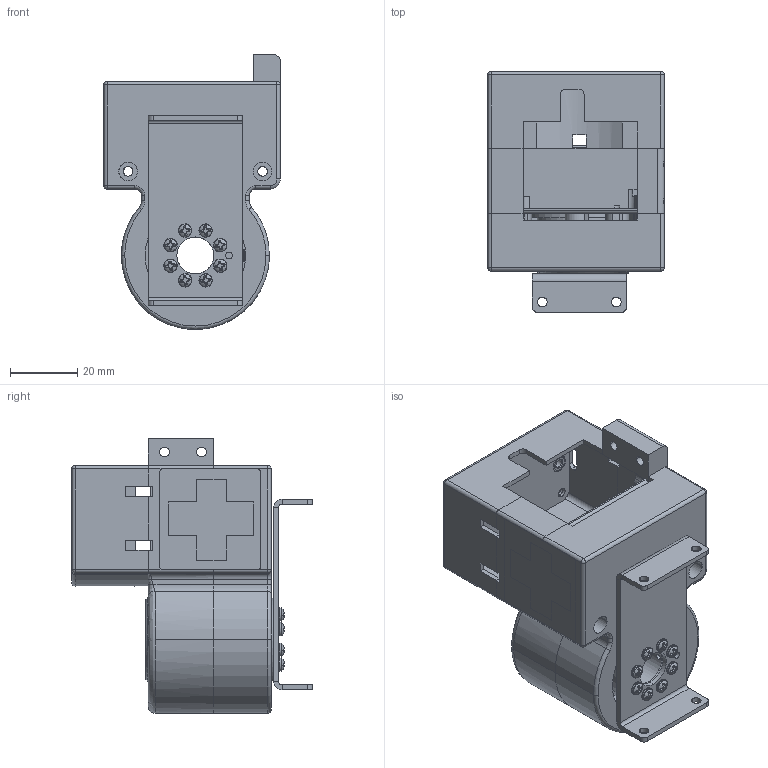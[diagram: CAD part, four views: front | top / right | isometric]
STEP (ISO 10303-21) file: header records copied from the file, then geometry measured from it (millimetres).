
FILE_DESCRIPTION (( 'STEP AP214' ), '1' );
FILE_NAME ('Hello-Robot-Stretch-RE1_Wrist_Module.STEP', '2021-01-28T18:15:45', ( '' ), ( '' ), 'SwSTEP 2.0', 'SolidWorks 2018', '' );
FILE_SCHEMA (( 'AUTOMOTIVE_DESIGN' ));
Length unit declared in the file: millimetre
Products named in the file (18): HDW-609_wrist_output_shaft; BIG-608_wrist_bearing_block; HDW-213_94540A360_1in_SPIRAL EXTERNAL RETAINING RING_94540A360; HDW-607_gripper_mount_bracket; HDW-362_95836A109_M2x6mm_BHCS_Philips_95836A109; 3DP-239_wrist_bearing_spacer; SIM-269_wrist_bearing_block; HDW-359_Aruco_D_30x30mm; VND-278_wrist_top_plate; Hello-Robot-Stretch-RE1_Wrist_Module; HDW-327_wrist_top_plate; HDW-360_Aruco_E_30x30mm; BIG-234_wrist_bottom_shell; VND-279_SO-M3-3ZI-PennEngineering; SIM-265_wrist_pulley; BIG-235_wrist_top_shell; HDW-207_91290A012_M2x5mm_SHCS_91290A012; HDW-209_25x37x7mm_BEARING_5972K216
Assembly tree (26 placements, depth 3):
  Hello-Robot-Stretch-RE1_Wrist_Module
    SIM-265_wrist_pulley
      HDW-609_wrist_output_shaft
      HDW-207_91290A012_M2x5mm_SHCS_91290A012
    SIM-269_wrist_bearing_block
      BIG-608_wrist_bearing_block
      3DP-239_wrist_bearing_spacer
      HDW-209_25x37x7mm_BEARING_5972K216  x2
    HDW-327_wrist_top_plate
      VND-278_wrist_top_plate
      VND-279_SO-M3-3ZI-PennEngineering  x2
    BIG-235_wrist_top_shell
    BIG-234_wrist_bottom_shell
    HDW-213_94540A360_1in_SPIRAL EXTERNAL RETAINING RING_94540A360
    HDW-360_Aruco_E_30x30mm
    HDW-359_Aruco_D_30x30mm
    HDW-607_gripper_mount_bracket
    HDW-362_95836A109_M2x6mm_BHCS_Philips_95836A109  x8
Bounding box: 52.5 x 71.53 x 81.75 mm (x, y, z)
Volume: 60118.5 mm3; surface area: 62775.9 mm2
Topology: 26 solids, 26 shells, 1658 faces, 4513 edges, 2914 vertices
Faces by surface type: cylinder 957, plane 426, cone 162, torus 60, bspline 31, sphere 22
Entity records: 27164 total; most frequent: CARTESIAN_POINT 6790, DIRECTION 4207, ORIENTED_EDGE 4056, EDGE_CURVE 2028, AXIS2_PLACEMENT_3D 1571, VERTEX_POINT 1303, LINE 1065, VECTOR 1065
